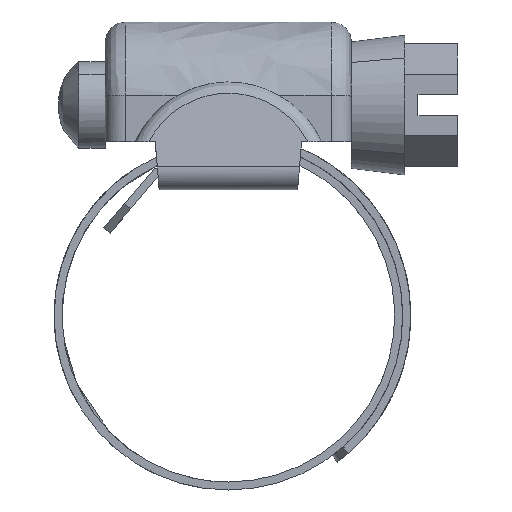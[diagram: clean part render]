
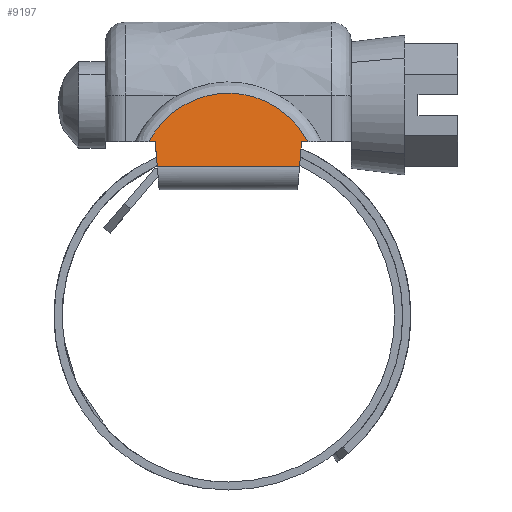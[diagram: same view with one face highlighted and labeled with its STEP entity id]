
A CAD part, front view. The second image highlights one B-rep face of the part: STEP entity #9197.
In plain terms, the highlighted free-form (B-spline) face has degree [1, 1] with [2, 2] control points.
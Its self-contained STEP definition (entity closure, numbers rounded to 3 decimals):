
#8119=CARTESIAN_POINT('',(-5.344,-7.786,11.202));
#8120=VERTEX_POINT('',#8119);
#8142=CARTESIAN_POINT('',(5.344,-7.786,11.202));
#8143=VERTEX_POINT('',#8142);
#8157=CARTESIAN_POINT('',(-5.344,-7.786,11.202));
#8158=CARTESIAN_POINT('',(5.344,-7.786,11.202));
#8159=QUASI_UNIFORM_CURVE('',1,(#8157,#8158),.UNSPECIFIED.,.F.,.U.);
#8160=EDGE_CURVE('',#8120,#8143,#8159,.T.);
#8353=CARTESIAN_POINT('',(-5.962,-7.502,13.077));
#8354=VERTEX_POINT('',#8353);
#8378=CARTESIAN_POINT('',(5.962,-7.502,13.077));
#8379=VERTEX_POINT('',#8378);
#8380=CARTESIAN_POINT('',(5.962,-7.502,13.077));
#8381=CARTESIAN_POINT('',(4.098,-6.948,16.727));
#8382=CARTESIAN_POINT('',(0.,-6.948,16.727));
#8383=CARTESIAN_POINT('',(-4.098,-6.948,16.727));
#8384=CARTESIAN_POINT('',(-5.962,-7.502,13.077));
#8392=(BOUNDED_CURVE()B_SPLINE_CURVE(2,(#8380,#8381,#8382,#8383,#8384),.UNSPECIFIED.,.F.,.U.)B_SPLINE_CURVE_WITH_KNOTS((3,2,3),(0.0,0.5,1.0),.UNSPECIFIED.)CURVE()GEOMETRIC_REPRESENTATION_ITEM()RATIONAL_B_SPLINE_CURVE((1.0,0.853,1.0,0.853,1.0))REPRESENTATION_ITEM(''));
#8393=EDGE_CURVE('',#8379,#8354,#8392,.T.);
#9164=CARTESIAN_POINT('',(-6.558,-6.906,17.003));
#9165=CARTESIAN_POINT('',(-6.558,-7.828,10.926));
#9166=CARTESIAN_POINT('',(6.558,-6.906,17.003));
#9167=CARTESIAN_POINT('',(6.558,-7.828,10.926));
#9168=B_SPLINE_SURFACE_WITH_KNOTS('',1,1,((#9164,#9166),(#9165,#9167)),.UNSPECIFIED.,.F.,.F.,.U.,(2,2),(2,2),(0.0,6.147),(0.0,13.116),.UNSPECIFIED.);
#9169=CARTESIAN_POINT('',(-5.5,-7.502,13.077));
#9170=VERTEX_POINT('',#9169);
#9171=CARTESIAN_POINT('',(-5.5,-7.502,13.077));
#9172=CARTESIAN_POINT('',(-5.344,-7.786,11.202));
#9173=QUASI_UNIFORM_CURVE('',1,(#9171,#9172),.UNSPECIFIED.,.F.,.U.);
#9174=EDGE_CURVE('',#9170,#8120,#9173,.T.);
#9175=ORIENTED_EDGE('',*,*,#9174,.T.);
#9176=ORIENTED_EDGE('',*,*,#8160,.T.);
#9177=CARTESIAN_POINT('',(5.5,-7.502,13.077));
#9178=VERTEX_POINT('',#9177);
#9179=CARTESIAN_POINT('',(5.344,-7.786,11.202));
#9180=CARTESIAN_POINT('',(5.5,-7.502,13.077));
#9181=QUASI_UNIFORM_CURVE('',1,(#9179,#9180),.UNSPECIFIED.,.F.,.U.);
#9182=EDGE_CURVE('',#8143,#9178,#9181,.T.);
#9183=ORIENTED_EDGE('',*,*,#9182,.T.);
#9184=CARTESIAN_POINT('',(5.5,-7.502,13.077));
#9185=CARTESIAN_POINT('',(5.962,-7.502,13.077));
#9186=QUASI_UNIFORM_CURVE('',1,(#9184,#9185),.UNSPECIFIED.,.F.,.U.);
#9187=EDGE_CURVE('',#9178,#8379,#9186,.T.);
#9188=ORIENTED_EDGE('',*,*,#9187,.T.);
#9189=ORIENTED_EDGE('',*,*,#8393,.T.);
#9190=CARTESIAN_POINT('',(-5.962,-7.502,13.077));
#9191=CARTESIAN_POINT('',(-5.5,-7.502,13.077));
#9192=QUASI_UNIFORM_CURVE('',1,(#9190,#9191),.UNSPECIFIED.,.F.,.U.);
#9193=EDGE_CURVE('',#8354,#9170,#9192,.T.);
#9194=ORIENTED_EDGE('',*,*,#9193,.T.);
#9195=EDGE_LOOP('',(#9175,#9176,#9183,#9188,#9189,#9194));
#9196=FACE_OUTER_BOUND('',#9195,.T.);
#9197=ADVANCED_FACE('',(#9196),#9168,.T.);
